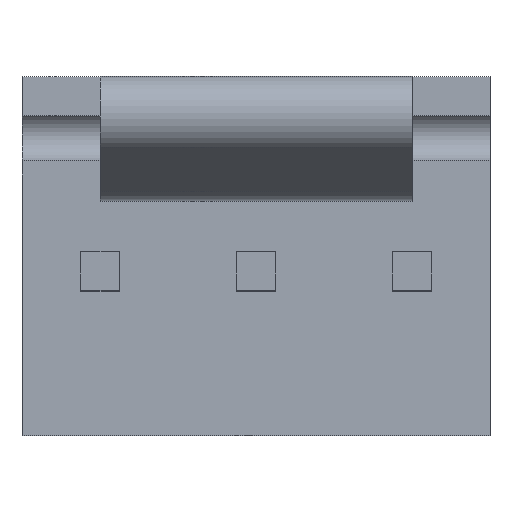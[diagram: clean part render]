
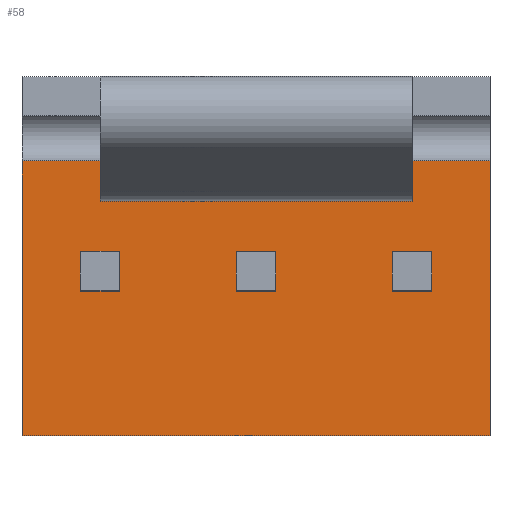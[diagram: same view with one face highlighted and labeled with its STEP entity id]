
A CAD part, top view. The second image highlights one B-rep face of the part: STEP entity #58.
In plain terms, the highlighted planar face has unit normal (0, 0, 1).
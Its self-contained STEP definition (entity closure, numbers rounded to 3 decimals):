
#58=ADVANCED_FACE('',(#127,#128,#129,#130),#131,.T.);
#127=FACE_OUTER_BOUND('',#239,.T.);
#128=FACE_BOUND('',#240,.T.);
#129=FACE_BOUND('',#241,.T.);
#130=FACE_BOUND('',#242,.T.);
#131=PLANE('',#243);
#239=EDGE_LOOP('',(#433,#434,#435,#436));
#240=EDGE_LOOP('',(#437,#438,#439,#440));
#241=EDGE_LOOP('',(#441,#442,#443,#444));
#242=EDGE_LOOP('',(#445,#446,#447,#448));
#243=AXIS2_PLACEMENT_3D('',#449,#450,#451);
#433=ORIENTED_EDGE('',*,*,#808,.T.);
#434=ORIENTED_EDGE('',*,*,#809,.F.);
#435=ORIENTED_EDGE('',*,*,#810,.F.);
#436=ORIENTED_EDGE('',*,*,#768,.T.);
#437=ORIENTED_EDGE('',*,*,#811,.T.);
#438=ORIENTED_EDGE('',*,*,#812,.F.);
#439=ORIENTED_EDGE('',*,*,#813,.F.);
#440=ORIENTED_EDGE('',*,*,#814,.T.);
#441=ORIENTED_EDGE('',*,*,#815,.T.);
#442=ORIENTED_EDGE('',*,*,#816,.F.);
#443=ORIENTED_EDGE('',*,*,#817,.F.);
#444=ORIENTED_EDGE('',*,*,#818,.T.);
#445=ORIENTED_EDGE('',*,*,#819,.T.);
#446=ORIENTED_EDGE('',*,*,#820,.F.);
#447=ORIENTED_EDGE('',*,*,#821,.F.);
#448=ORIENTED_EDGE('',*,*,#822,.T.);
#449=CARTESIAN_POINT('',(-3.81,1.359,0.0));
#450=DIRECTION('',(0.0,0.0,1.0));
#451=DIRECTION('',(1.0,0.0,0.0));
#768=EDGE_CURVE('',#919,#917,#920,.T.);
#808=EDGE_CURVE('',#917,#987,#989,.T.);
#809=EDGE_CURVE('',#990,#987,#991,.T.);
#810=EDGE_CURVE('',#919,#990,#992,.T.);
#811=EDGE_CURVE('',#993,#994,#995,.T.);
#812=EDGE_CURVE('',#996,#994,#997,.T.);
#813=EDGE_CURVE('',#998,#996,#999,.T.);
#814=EDGE_CURVE('',#998,#993,#1000,.T.);
#815=EDGE_CURVE('',#1001,#1002,#1003,.T.);
#816=EDGE_CURVE('',#1004,#1002,#1005,.T.);
#817=EDGE_CURVE('',#1006,#1004,#1007,.T.);
#818=EDGE_CURVE('',#1006,#1001,#1008,.T.);
#819=EDGE_CURVE('',#1009,#1010,#1011,.T.);
#820=EDGE_CURVE('',#1012,#1010,#1013,.T.);
#821=EDGE_CURVE('',#1014,#1012,#1015,.T.);
#822=EDGE_CURVE('',#1014,#1009,#1016,.T.);
#917=VERTEX_POINT('',#1150);
#919=VERTEX_POINT('',#1153);
#920=LINE('',#1154,#1155);
#987=VERTEX_POINT('',#1257);
#989=LINE('',#1260,#1261);
#990=VERTEX_POINT('',#1262);
#991=LINE('',#1263,#1264);
#992=LINE('',#1265,#1266);
#993=VERTEX_POINT('',#1267);
#994=VERTEX_POINT('',#1268);
#995=LINE('',#1269,#1270);
#996=VERTEX_POINT('',#1271);
#997=LINE('',#1272,#1273);
#998=VERTEX_POINT('',#1274);
#999=LINE('',#1275,#1276);
#1000=LINE('',#1277,#1278);
#1001=VERTEX_POINT('',#1279);
#1002=VERTEX_POINT('',#1280);
#1003=LINE('',#1281,#1282);
#1004=VERTEX_POINT('',#1283);
#1005=LINE('',#1284,#1285);
#1006=VERTEX_POINT('',#1286);
#1007=LINE('',#1287,#1288);
#1008=LINE('',#1289,#1290);
#1009=VERTEX_POINT('',#1291);
#1010=VERTEX_POINT('',#1292);
#1011=LINE('',#1293,#1294);
#1012=VERTEX_POINT('',#1295);
#1013=LINE('',#1296,#1297);
#1014=VERTEX_POINT('',#1298);
#1015=LINE('',#1299,#1300);
#1016=LINE('',#1301,#1302);
#1150=CARTESIAN_POINT('',(-3.81,-3.112,0.0));
#1153=CARTESIAN_POINT('',(-3.81,1.359,0.0));
#1154=CARTESIAN_POINT('',(-3.81,1.359,0.0));
#1155=VECTOR('',#1486,4.47);
#1257=CARTESIAN_POINT('',(3.81,-3.112,0.0));
#1260=CARTESIAN_POINT('',(-3.81,-3.112,0.0));
#1261=VECTOR('',#1532,7.62);
#1262=CARTESIAN_POINT('',(3.81,1.359,0.0));
#1263=CARTESIAN_POINT('',(3.81,1.359,0.0));
#1264=VECTOR('',#1533,4.47);
#1265=CARTESIAN_POINT('',(-3.81,1.359,0.0));
#1266=VECTOR('',#1534,7.62);
#1267=CARTESIAN_POINT('',(2.223,-0.127,0.0));
#1268=CARTESIAN_POINT('',(2.858,-0.127,0.0));
#1269=CARTESIAN_POINT('',(2.223,-0.127,0.0));
#1270=VECTOR('',#1535,0.635);
#1271=CARTESIAN_POINT('',(2.858,-0.762,0.0));
#1272=CARTESIAN_POINT('',(2.858,-0.762,0.0));
#1273=VECTOR('',#1536,0.635);
#1274=CARTESIAN_POINT('',(2.223,-0.762,0.0));
#1275=CARTESIAN_POINT('',(2.223,-0.762,0.0));
#1276=VECTOR('',#1537,0.635);
#1277=CARTESIAN_POINT('',(2.223,-0.762,0.0));
#1278=VECTOR('',#1538,0.635);
#1279=CARTESIAN_POINT('',(-0.318,-0.127,0.0));
#1280=CARTESIAN_POINT('',(0.318,-0.127,0.0));
#1281=CARTESIAN_POINT('',(-0.318,-0.127,0.0));
#1282=VECTOR('',#1539,0.635);
#1283=CARTESIAN_POINT('',(0.318,-0.762,0.0));
#1284=CARTESIAN_POINT('',(0.318,-0.762,0.0));
#1285=VECTOR('',#1540,0.635);
#1286=CARTESIAN_POINT('',(-0.318,-0.762,0.0));
#1287=CARTESIAN_POINT('',(-0.318,-0.762,0.0));
#1288=VECTOR('',#1541,0.635);
#1289=CARTESIAN_POINT('',(-0.318,-0.762,0.0));
#1290=VECTOR('',#1542,0.635);
#1291=CARTESIAN_POINT('',(-2.858,-0.127,0.0));
#1292=CARTESIAN_POINT('',(-2.223,-0.127,0.0));
#1293=CARTESIAN_POINT('',(-2.858,-0.127,0.0));
#1294=VECTOR('',#1543,0.635);
#1295=CARTESIAN_POINT('',(-2.223,-0.762,0.0));
#1296=CARTESIAN_POINT('',(-2.223,-0.762,0.0));
#1297=VECTOR('',#1544,0.635);
#1298=CARTESIAN_POINT('',(-2.858,-0.762,0.0));
#1299=CARTESIAN_POINT('',(-2.858,-0.762,0.0));
#1300=VECTOR('',#1545,0.635);
#1301=CARTESIAN_POINT('',(-2.858,-0.762,0.0));
#1302=VECTOR('',#1546,0.635);
#1486=DIRECTION('',(0.0,-1.0,0.0));
#1532=DIRECTION('',(1.0,0.0,0.0));
#1533=DIRECTION('',(0.0,-1.0,0.0));
#1534=DIRECTION('',(1.0,0.0,0.0));
#1535=DIRECTION('',(1.0,0.0,0.0));
#1536=DIRECTION('',(0.0,1.0,0.0));
#1537=DIRECTION('',(1.0,0.0,0.0));
#1538=DIRECTION('',(0.0,1.0,0.0));
#1539=DIRECTION('',(1.0,0.0,0.0));
#1540=DIRECTION('',(0.0,1.0,0.0));
#1541=DIRECTION('',(1.0,0.0,0.0));
#1542=DIRECTION('',(0.0,1.0,0.0));
#1543=DIRECTION('',(1.0,0.0,0.0));
#1544=DIRECTION('',(0.0,1.0,0.0));
#1545=DIRECTION('',(1.0,0.0,0.0));
#1546=DIRECTION('',(0.0,1.0,0.0));
